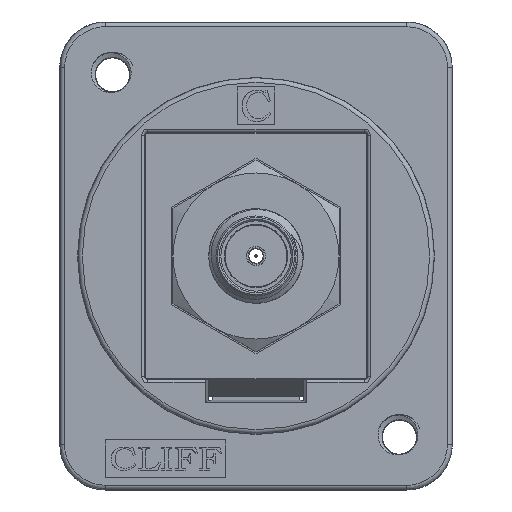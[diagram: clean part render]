
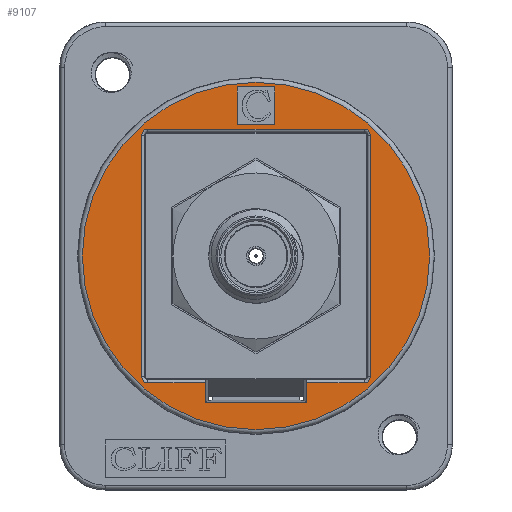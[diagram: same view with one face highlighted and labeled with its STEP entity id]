
A CAD part, front view. The second image highlights one B-rep face of the part: STEP entity #9107.
In plain terms, the highlighted planar face has unit normal (0, -1, 0).
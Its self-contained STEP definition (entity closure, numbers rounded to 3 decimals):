
#110=FACE_BOUND('',#1274,.T.);
#111=FACE_BOUND('',#1275,.T.);
#307=PLANE('',#9737);
#779=FACE_OUTER_BOUND('',#1273,.T.);
#1273=EDGE_LOOP('',(#6969));
#1274=EDGE_LOOP('',(#6970,#6971,#6972,#6973,#6974,#6975,#6976,#6977,#6978,
#6979,#6980,#6981));
#1275=EDGE_LOOP('',(#6982,#6983,#6984,#6985));
#1654=CIRCLE('',#9733,11.501);
#1658=CIRCLE('',#9738,0.4);
#1659=CIRCLE('',#9739,0.4);
#1660=CIRCLE('',#9740,0.4);
#1661=CIRCLE('',#9741,0.4);
#2338=LINE('',#20769,#3098);
#2339=LINE('',#20773,#3099);
#2340=LINE('',#20777,#3100);
#2341=LINE('',#20781,#3101);
#2342=LINE('',#20785,#3102);
#2343=LINE('',#20787,#3103);
#2344=LINE('',#20789,#3104);
#2345=LINE('',#20790,#3105);
#2346=LINE('',#20793,#3106);
#2347=LINE('',#20795,#3107);
#2348=LINE('',#20797,#3108);
#2349=LINE('',#20798,#3109);
#3098=VECTOR('',#11101,3.824);
#3099=VECTOR('',#11104,16.);
#3100=VECTOR('',#11107,14.35);
#3101=VECTOR('',#11110,16.);
#3102=VECTOR('',#11113,3.824);
#3103=VECTOR('',#11114,1.3);
#3104=VECTOR('',#11115,6.702);
#3105=VECTOR('',#11116,1.3);
#3106=VECTOR('',#11117,2.5);
#3107=VECTOR('',#11118,2.5);
#3108=VECTOR('',#11119,2.5);
#3109=VECTOR('',#11120,2.5);
#3973=VERTEX_POINT('',#20759);
#3976=VERTEX_POINT('',#20767);
#3977=VERTEX_POINT('',#20768);
#3978=VERTEX_POINT('',#20770);
#3979=VERTEX_POINT('',#20772);
#3980=VERTEX_POINT('',#20774);
#3981=VERTEX_POINT('',#20776);
#3982=VERTEX_POINT('',#20778);
#3983=VERTEX_POINT('',#20780);
#3984=VERTEX_POINT('',#20782);
#3985=VERTEX_POINT('',#20784);
#3986=VERTEX_POINT('',#20786);
#3987=VERTEX_POINT('',#20788);
#3988=VERTEX_POINT('',#20791);
#3989=VERTEX_POINT('',#20792);
#3990=VERTEX_POINT('',#20794);
#3991=VERTEX_POINT('',#20796);
#5055=EDGE_CURVE('',#3973,#3973,#1654,.T.);
#5059=EDGE_CURVE('',#3976,#3977,#2338,.T.);
#5060=EDGE_CURVE('',#3978,#3976,#1658,.T.);
#5061=EDGE_CURVE('',#3979,#3978,#2339,.T.);
#5062=EDGE_CURVE('',#3980,#3979,#1659,.T.);
#5063=EDGE_CURVE('',#3981,#3980,#2340,.T.);
#5064=EDGE_CURVE('',#3982,#3981,#1660,.T.);
#5065=EDGE_CURVE('',#3983,#3982,#2341,.T.);
#5066=EDGE_CURVE('',#3984,#3983,#1661,.T.);
#5067=EDGE_CURVE('',#3985,#3984,#2342,.T.);
#5068=EDGE_CURVE('',#3985,#3986,#2343,.T.);
#5069=EDGE_CURVE('',#3986,#3987,#2344,.T.);
#5070=EDGE_CURVE('',#3987,#3977,#2345,.T.);
#5071=EDGE_CURVE('',#3988,#3989,#2346,.T.);
#5072=EDGE_CURVE('',#3989,#3990,#2347,.T.);
#5073=EDGE_CURVE('',#3990,#3991,#2348,.T.);
#5074=EDGE_CURVE('',#3991,#3988,#2349,.T.);
#6969=ORIENTED_EDGE('',*,*,#5055,.F.);
#6970=ORIENTED_EDGE('',*,*,#5059,.F.);
#6971=ORIENTED_EDGE('',*,*,#5060,.F.);
#6972=ORIENTED_EDGE('',*,*,#5061,.F.);
#6973=ORIENTED_EDGE('',*,*,#5062,.F.);
#6974=ORIENTED_EDGE('',*,*,#5063,.F.);
#6975=ORIENTED_EDGE('',*,*,#5064,.F.);
#6976=ORIENTED_EDGE('',*,*,#5065,.F.);
#6977=ORIENTED_EDGE('',*,*,#5066,.F.);
#6978=ORIENTED_EDGE('',*,*,#5067,.F.);
#6979=ORIENTED_EDGE('',*,*,#5068,.T.);
#6980=ORIENTED_EDGE('',*,*,#5069,.T.);
#6981=ORIENTED_EDGE('',*,*,#5070,.T.);
#6982=ORIENTED_EDGE('',*,*,#5071,.T.);
#6983=ORIENTED_EDGE('',*,*,#5072,.T.);
#6984=ORIENTED_EDGE('',*,*,#5073,.T.);
#6985=ORIENTED_EDGE('',*,*,#5074,.T.);
#9107=ADVANCED_FACE('',(#779,#110,#111),#307,.T.);
#9733=AXIS2_PLACEMENT_3D('',#20760,#11091,#11092);
#9737=AXIS2_PLACEMENT_3D('',#20766,#11099,#11100);
#9738=AXIS2_PLACEMENT_3D('',#20771,#11102,#11103);
#9739=AXIS2_PLACEMENT_3D('',#20775,#11105,#11106);
#9740=AXIS2_PLACEMENT_3D('',#20779,#11108,#11109);
#9741=AXIS2_PLACEMENT_3D('',#20783,#11111,#11112);
#11091=DIRECTION('center_axis',(0.,1.,0.));
#11092=DIRECTION('ref_axis',(-1.,0.,0.));
#11099=DIRECTION('center_axis',(0.,-1.,0.));
#11100=DIRECTION('ref_axis',(1.,0.,0.));
#11101=DIRECTION('',(1.,0.,0.));
#11102=DIRECTION('center_axis',(0.,-1.,0.));
#11103=DIRECTION('ref_axis',(-0.707,0.,-0.707));
#11104=DIRECTION('',(0.,0.,-1.));
#11105=DIRECTION('center_axis',(0.,-1.,0.));
#11106=DIRECTION('ref_axis',(-0.707,0.,0.707));
#11107=DIRECTION('',(-1.,0.,0.));
#11108=DIRECTION('center_axis',(0.,-1.,0.));
#11109=DIRECTION('ref_axis',(0.707,0.,0.707));
#11110=DIRECTION('',(0.,0.,1.));
#11111=DIRECTION('center_axis',(0.,-1.,0.));
#11112=DIRECTION('ref_axis',(0.707,0.,-0.707));
#11113=DIRECTION('',(1.,0.,0.));
#11114=DIRECTION('',(0.,0.,-1.));
#11115=DIRECTION('',(-1.,0.,0.));
#11116=DIRECTION('',(0.,0.,1.));
#11117=DIRECTION('',(0.,0.,1.));
#11118=DIRECTION('',(1.,0.,0.));
#11119=DIRECTION('',(0.,0.,-1.));
#11120=DIRECTION('',(-1.,0.,0.));
#20759=CARTESIAN_POINT('',(-11.501,-5.1,0.));
#20760=CARTESIAN_POINT('Origin',(0.,-5.1,0.));
#20766=CARTESIAN_POINT('Origin',(0.,-5.1,0.));
#20767=CARTESIAN_POINT('',(-7.175,-5.1,-8.4));
#20768=CARTESIAN_POINT('',(-3.351,-5.1,-8.4));
#20769=CARTESIAN_POINT('',(-3.688,-5.1,-8.4));
#20770=CARTESIAN_POINT('',(-7.575,-5.1,-8.));
#20771=CARTESIAN_POINT('Origin',(-7.175,-5.1,-8.));
#20772=CARTESIAN_POINT('',(-7.575,-5.1,8.));
#20773=CARTESIAN_POINT('',(-7.575,-5.1,4.1));
#20774=CARTESIAN_POINT('',(-7.175,-5.1,8.4));
#20775=CARTESIAN_POINT('Origin',(-7.175,-5.1,8.));
#20776=CARTESIAN_POINT('',(7.175,-5.1,8.4));
#20777=CARTESIAN_POINT('',(3.688,-5.1,8.4));
#20778=CARTESIAN_POINT('',(7.575,-5.1,8.));
#20779=CARTESIAN_POINT('Origin',(7.175,-5.1,8.));
#20780=CARTESIAN_POINT('',(7.575,-5.1,-8.));
#20781=CARTESIAN_POINT('',(7.575,-5.1,-4.1));
#20782=CARTESIAN_POINT('',(7.175,-5.1,-8.4));
#20783=CARTESIAN_POINT('Origin',(7.175,-5.1,-8.));
#20784=CARTESIAN_POINT('',(3.351,-5.1,-8.4));
#20785=CARTESIAN_POINT('',(-3.688,-5.1,-8.4));
#20786=CARTESIAN_POINT('',(3.351,-5.1,-9.7));
#20787=CARTESIAN_POINT('',(3.351,-5.1,-4.85));
#20788=CARTESIAN_POINT('',(-3.351,-5.1,-9.7));
#20789=CARTESIAN_POINT('',(-1.676,-5.1,-9.7));
#20790=CARTESIAN_POINT('',(-3.351,-5.1,-4.1));
#20791=CARTESIAN_POINT('',(-1.25,-5.1,8.7));
#20792=CARTESIAN_POINT('',(-1.25,-5.1,11.2));
#20793=CARTESIAN_POINT('',(-1.25,-5.1,4.35));
#20794=CARTESIAN_POINT('',(1.25,-5.1,11.2));
#20795=CARTESIAN_POINT('',(-0.625,-5.1,11.2));
#20796=CARTESIAN_POINT('',(1.25,-5.1,8.7));
#20797=CARTESIAN_POINT('',(1.25,-5.1,5.6));
#20798=CARTESIAN_POINT('',(0.625,-5.1,8.7));
